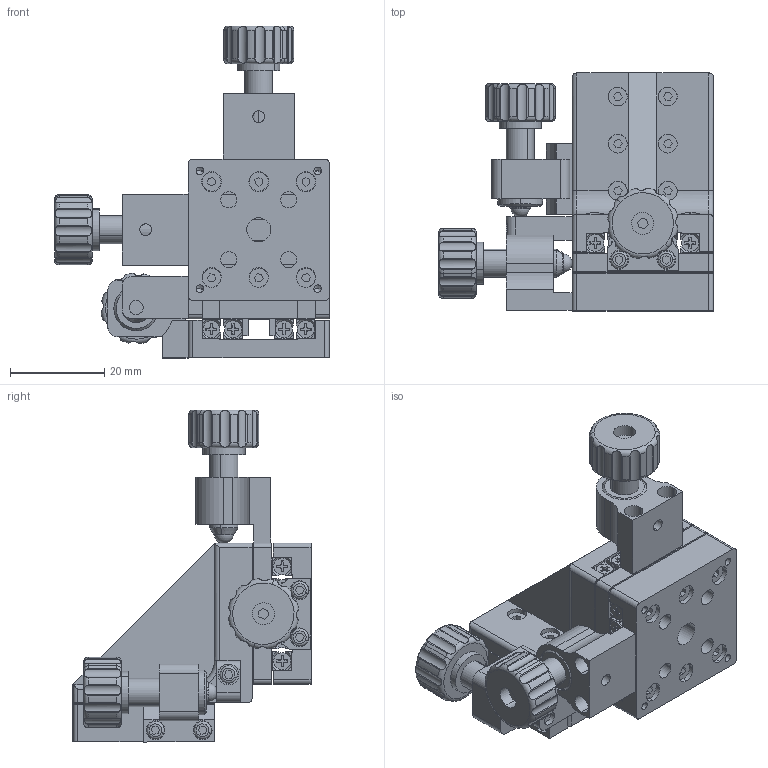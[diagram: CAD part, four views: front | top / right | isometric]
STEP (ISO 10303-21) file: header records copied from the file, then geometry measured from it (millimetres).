
FILE_DESCRIPTION (( 'STEP AP203' ), '1' );
FILE_NAME ('56CTS-4R.STEP', '2016-05-04T07:25:01', ( '' ), ( '' ), 'SwSTEP 2.0', 'SolidWorks 2016', '' );
FILE_SCHEMA (( 'CONFIG_CONTROL_DESIGN' ));
Products named in the file (1): 56CTS-4R
Bounding box: 58.33 x 50.5 x 70.43 mm (x, y, z)
Volume: 39287.5 mm3; surface area: 39979.3 mm2
Topology: 100 solids, 100 shells, 2558 faces, 6460 edges, 4164 vertices
Faces by surface type: plane 1234, cylinder 912, cone 370, torus 36, sphere 6
Entity records: 79637 total; most frequent: CARTESIAN_POINT 17507, DIRECTION 12838, ORIENTED_EDGE 12790, EDGE_CURVE 6395, AXIS2_PLACEMENT_3D 4580, VERTEX_POINT 4155, VECTOR 3678, LINE 3678
